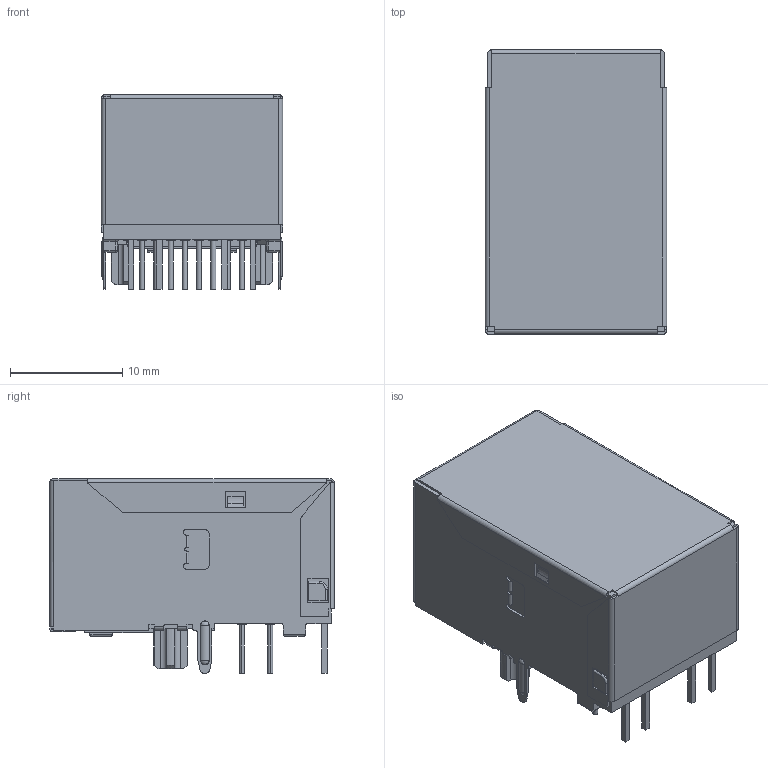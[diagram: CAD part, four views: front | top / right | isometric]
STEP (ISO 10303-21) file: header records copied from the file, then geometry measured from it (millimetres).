
FILE_DESCRIPTION((''),'2;1');
FILE_NAME('934635206','2019-06-13T',('gga'),(''),'PRO/ENGINEER BY PARAMETRIC TECHNOLOGY CORPORATION, 2016010','PRO/ENGINEER BY PARAMETRIC TECHNOLOGY CORPORATION, 2016010','');
FILE_SCHEMA(('CONFIG_CONTROL_DESIGN'));
Length unit declared in the file: millimetre
Products named in the file (1): 934635206
Bounding box: 16.24 x 25.4 x 17.4 mm (x, y, z)
Volume: 4302.2 mm3; surface area: 2864.2 mm2
Topology: 1 solids, 1 shells, 625 faces, 1729 edges, 1138 vertices
Faces by surface type: plane 399, cylinder 194, torus 12, bspline 8, sphere 8, cone 4
Entity records: 20155 total; most frequent: CARTESIAN_POINT 4085, ORIENTED_EDGE 3370, DIRECTION 3212, EDGE_CURVE 1685, VECTOR 1234, LINE 1234, VERTEX_POINT 1102, AXIS2_PLACEMENT_3D 989
